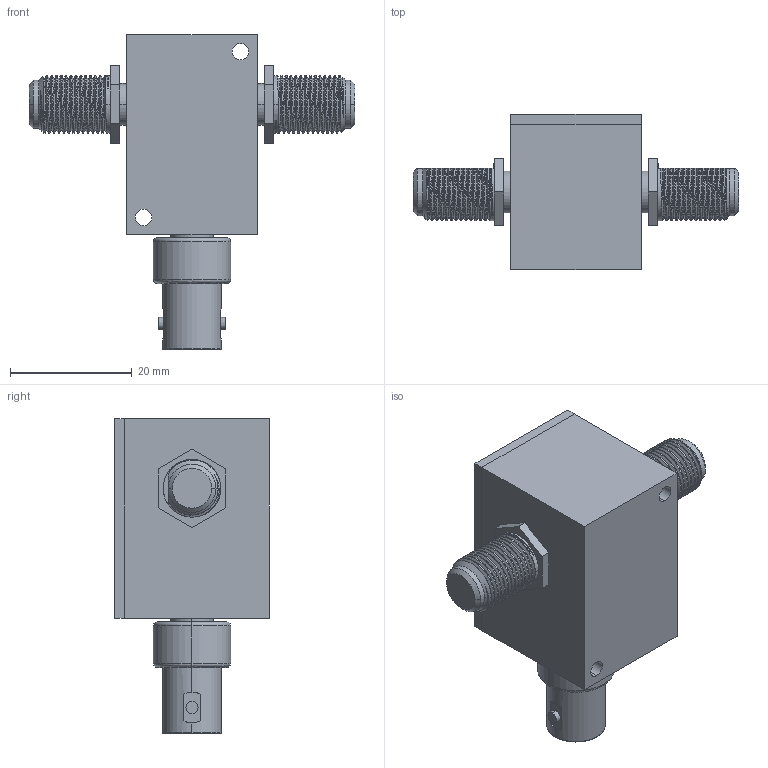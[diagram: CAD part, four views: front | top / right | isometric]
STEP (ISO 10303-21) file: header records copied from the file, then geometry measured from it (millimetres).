
FILE_DESCRIPTION (( 'STEP AP214' ), '1' );
FILE_NAME ('FMBT1650_3D.STEP', '2022-06-26T06:12:25', ( '' ), ( '' ), 'SwSTEP 2.0', 'SolidWorks 2021', '' );
FILE_SCHEMA (( 'AUTOMOTIVE_DESIGN' ));
Length unit declared in the file: inch
Products named in the file (6): Copy of F-FEMALE^PE1650; Copy of 120-0050^PE1650; FMBT1650_3D; Copy of BNC-FEMALE_103-2270-02^PE1650; Copy of 120-0051-02^PE1650; Copy of 010-2002-00_010-2002-00^PE1650
Assembly tree (7 placements, depth 2):
  FMBT1650_3D
    Copy of 120-0050^PE1650
    Copy of 120-0051-02^PE1650
    Copy of 010-2002-00_010-2002-00^PE1650  x2
    Copy of F-FEMALE^PE1650  x2
    Copy of BNC-FEMALE_103-2270-02^PE1650
Bounding box: 53.47 x 25.4 x 51.61 mm (x, y, z)
Volume: 21204.8 mm3; surface area: 9377.4 mm2
Topology: 7 solids, 7 shells, 527 faces, 1369 edges, 868 vertices
Faces by surface type: cylinder 201, cone 128, bspline 108, plane 90
Entity records: 67322 total; most frequent: CARTESIAN_POINT 60409, ORIENTED_EDGE 1580, DIRECTION 1100, EDGE_CURVE 790, VERTEX_POINT 504, AXIS2_PLACEMENT_3D 428, EDGE_LOOP 334, FACE_OUTER_BOUND 309
